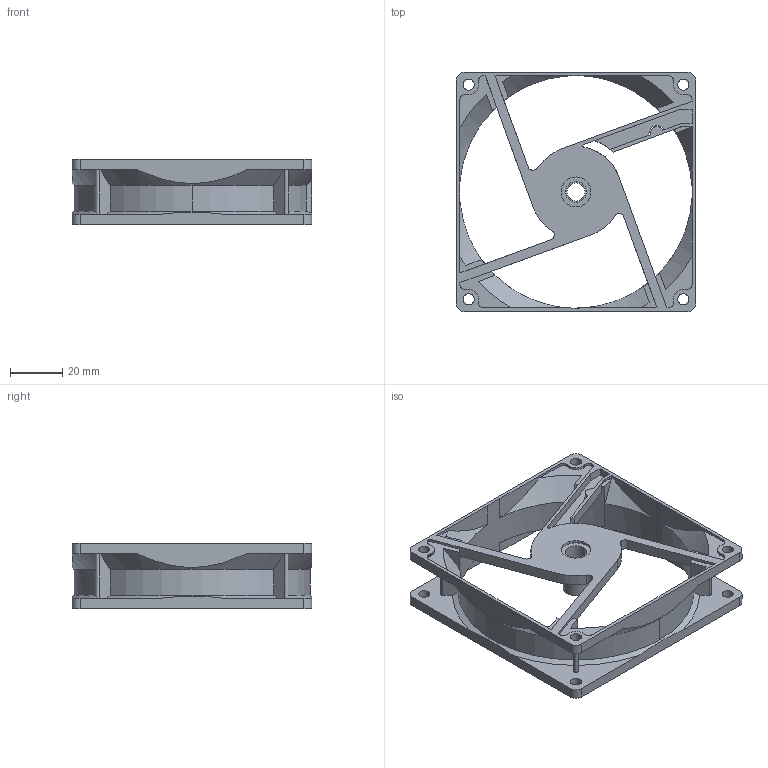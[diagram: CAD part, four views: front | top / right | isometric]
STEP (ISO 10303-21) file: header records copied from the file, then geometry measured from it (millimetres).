
FILE_DESCRIPTION (( 'STEP AP203' ), '1' );
FILE_NAME ('OD9225 m0.STP', '2021-02-22T17:25:39', ( '' ), ( '' ), 'SwSTEP 2.0', 'SolidWorks 2018', '' );
FILE_SCHEMA (( 'CONFIG_CONTROL_DESIGN' ));
Length unit declared in the file: millimetre
Products named in the file (1): OD9225 m0
Bounding box: 92 x 92 x 25 mm (x, y, z)
Volume: 21622.6 mm3; surface area: 29018.6 mm2
Topology: 1 solids, 1 shells, 243 faces, 716 edges, 476 vertices
Faces by surface type: plane 107, cylinder 106, cone 28, torus 2
Entity records: 9160 total; most frequent: CARTESIAN_POINT 2439, ORIENTED_EDGE 1432, DIRECTION 1390, EDGE_CURVE 716, AXIS2_PLACEMENT_3D 510, VERTEX_POINT 476, VECTOR 370, LINE 370
